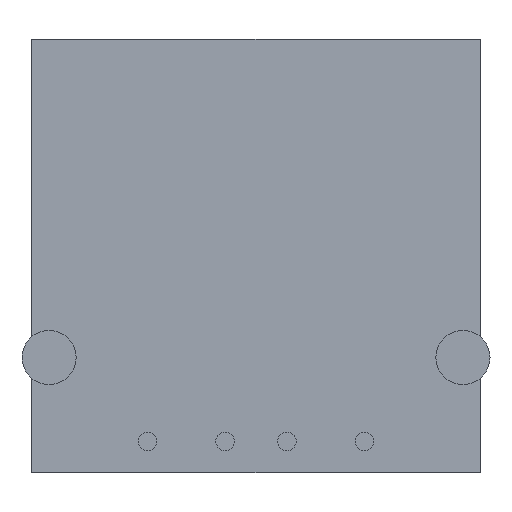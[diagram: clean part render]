
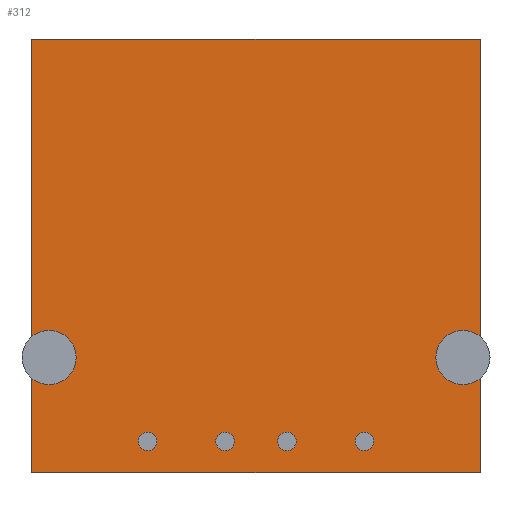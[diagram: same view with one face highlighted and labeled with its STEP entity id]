
A CAD part, front view. The second image highlights one B-rep face of the part: STEP entity #312.
In plain terms, the highlighted planar face has unit normal (0, -1, 0).
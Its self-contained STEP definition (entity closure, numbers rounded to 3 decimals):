
#14=FACE_BOUND('',#72,.T.);
#15=FACE_BOUND('',#73,.T.);
#16=FACE_BOUND('',#74,.T.);
#17=FACE_BOUND('',#75,.T.);
#31=PLANE('',#362);
#51=FACE_OUTER_BOUND('',#71,.T.);
#71=EDGE_LOOP('',(#261,#262,#263,#264,#265,#266,#267,#268,#269));
#72=EDGE_LOOP('',(#270));
#73=EDGE_LOOP('',(#271));
#74=EDGE_LOOP('',(#272));
#75=EDGE_LOOP('',(#273));
#84=LINE('',#516,#106);
#88=LINE('',#523,#110);
#89=LINE('',#526,#111);
#92=LINE('',#531,#114);
#95=LINE('',#536,#117);
#96=LINE('',#538,#118);
#106=VECTOR('',#435,10.);
#110=VECTOR('',#439,10.);
#111=VECTOR('',#442,10.);
#114=VECTOR('',#447,10.);
#117=VECTOR('',#450,10.);
#118=VECTOR('',#453,10.);
#121=CIRCLE('',#329,0.3);
#123=CIRCLE('',#333,0.3);
#125=CIRCLE('',#337,0.3);
#127=CIRCLE('',#341,0.3);
#130=CIRCLE('',#346,0.875);
#133=CIRCLE('',#352,0.875);
#135=CIRCLE('',#354,0.875);
#137=VERTEX_POINT('',#463);
#139=VERTEX_POINT('',#470);
#141=VERTEX_POINT('',#477);
#143=VERTEX_POINT('',#484);
#146=VERTEX_POINT('',#493);
#147=VERTEX_POINT('',#495);
#149=VERTEX_POINT('',#504);
#150=VERTEX_POINT('',#506);
#151=VERTEX_POINT('',#508);
#152=VERTEX_POINT('',#515);
#155=VERTEX_POINT('',#521);
#156=VERTEX_POINT('',#525);
#159=VERTEX_POINT('',#534);
#162=EDGE_CURVE('',#137,#137,#121,.T.);
#165=EDGE_CURVE('',#139,#139,#123,.T.);
#168=EDGE_CURVE('',#141,#141,#125,.T.);
#171=EDGE_CURVE('',#143,#143,#127,.T.);
#175=EDGE_CURVE('',#147,#146,#130,.T.);
#180=EDGE_CURVE('',#150,#149,#133,.T.);
#182=EDGE_CURVE('',#149,#151,#135,.T.);
#184=EDGE_CURVE('',#152,#147,#84,.T.);
#188=EDGE_CURVE('',#146,#155,#88,.T.);
#189=EDGE_CURVE('',#155,#156,#89,.T.);
#192=EDGE_CURVE('',#156,#150,#92,.T.);
#195=EDGE_CURVE('',#151,#159,#95,.T.);
#196=EDGE_CURVE('',#159,#152,#96,.T.);
#261=ORIENTED_EDGE('',*,*,#175,.T.);
#262=ORIENTED_EDGE('',*,*,#188,.T.);
#263=ORIENTED_EDGE('',*,*,#189,.T.);
#264=ORIENTED_EDGE('',*,*,#192,.T.);
#265=ORIENTED_EDGE('',*,*,#180,.T.);
#266=ORIENTED_EDGE('',*,*,#182,.T.);
#267=ORIENTED_EDGE('',*,*,#195,.T.);
#268=ORIENTED_EDGE('',*,*,#196,.T.);
#269=ORIENTED_EDGE('',*,*,#184,.T.);
#270=ORIENTED_EDGE('',*,*,#162,.T.);
#271=ORIENTED_EDGE('',*,*,#165,.T.);
#272=ORIENTED_EDGE('',*,*,#168,.T.);
#273=ORIENTED_EDGE('',*,*,#171,.T.);
#312=ADVANCED_FACE('',(#51,#14,#15,#16,#17),#31,.F.);
#329=AXIS2_PLACEMENT_3D('',#465,#370,#371);
#333=AXIS2_PLACEMENT_3D('',#472,#379,#380);
#337=AXIS2_PLACEMENT_3D('',#479,#388,#389);
#341=AXIS2_PLACEMENT_3D('',#486,#397,#398);
#346=AXIS2_PLACEMENT_3D('',#496,#408,#409);
#352=AXIS2_PLACEMENT_3D('',#507,#422,#423);
#354=AXIS2_PLACEMENT_3D('',#510,#426,#427);
#362=AXIS2_PLACEMENT_3D('',#541,#457,#458);
#370=DIRECTION('center_axis',(0.,1.,0.));
#371=DIRECTION('ref_axis',(1.,0.,0.));
#379=DIRECTION('center_axis',(0.,1.,0.));
#380=DIRECTION('ref_axis',(1.,0.,0.));
#388=DIRECTION('center_axis',(0.,1.,0.));
#389=DIRECTION('ref_axis',(1.,0.,0.));
#397=DIRECTION('center_axis',(0.,1.,0.));
#398=DIRECTION('ref_axis',(1.,0.,0.));
#408=DIRECTION('center_axis',(0.,1.,0.));
#409=DIRECTION('ref_axis',(1.,0.,0.));
#422=DIRECTION('center_axis',(0.,1.,0.));
#423=DIRECTION('ref_axis',(1.,0.,0.));
#426=DIRECTION('center_axis',(0.,1.,0.));
#427=DIRECTION('ref_axis',(1.,0.,0.));
#435=DIRECTION('',(0.,0.,-1.));
#439=DIRECTION('',(0.,0.,-1.));
#442=DIRECTION('',(1.,0.,0.));
#447=DIRECTION('',(0.,0.,1.));
#450=DIRECTION('',(0.,0.,1.));
#453=DIRECTION('',(-1.,0.,0.));
#457=DIRECTION('center_axis',(0.,1.,0.));
#458=DIRECTION('ref_axis',(1.,0.,0.));
#463=CARTESIAN_POINT('',(-3.8,0.,-2.71));
#465=CARTESIAN_POINT('Origin',(-3.5,0.,-2.71));
#470=CARTESIAN_POINT('',(3.2,0.,-2.71));
#472=CARTESIAN_POINT('Origin',(3.5,0.,-2.71));
#477=CARTESIAN_POINT('',(-1.3,0.,-2.71));
#479=CARTESIAN_POINT('Origin',(-1.,0.,-2.71));
#484=CARTESIAN_POINT('',(0.7,0.,-2.71));
#486=CARTESIAN_POINT('Origin',(1.,0.,-2.71));
#493=CARTESIAN_POINT('',(-7.25,0.,-0.67));
#495=CARTESIAN_POINT('',(-7.25,0.,0.67));
#496=CARTESIAN_POINT('Origin',(-6.688,0.,0.));
#504=CARTESIAN_POINT('',(5.813,0.,0.));
#506=CARTESIAN_POINT('',(7.25,0.,-0.67));
#507=CARTESIAN_POINT('Origin',(6.688,0.,0.));
#508=CARTESIAN_POINT('',(7.25,0.,0.67));
#510=CARTESIAN_POINT('Origin',(6.688,0.,0.));
#515=CARTESIAN_POINT('',(-7.25,0.,10.28));
#516=CARTESIAN_POINT('',(-7.25,0.,10.28));
#521=CARTESIAN_POINT('',(-7.25,0.,-3.72));
#523=CARTESIAN_POINT('',(-7.25,0.,10.28));
#525=CARTESIAN_POINT('',(7.25,0.,-3.72));
#526=CARTESIAN_POINT('',(-7.25,0.,-3.72));
#531=CARTESIAN_POINT('',(7.25,0.,-3.72));
#534=CARTESIAN_POINT('',(7.25,0.,10.28));
#536=CARTESIAN_POINT('',(7.25,0.,-3.72));
#538=CARTESIAN_POINT('',(7.25,0.,10.28));
#541=CARTESIAN_POINT('Origin',(0.,0.,3.28));
